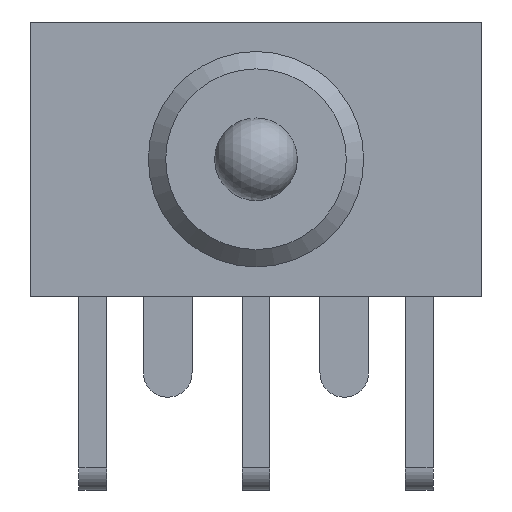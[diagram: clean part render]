
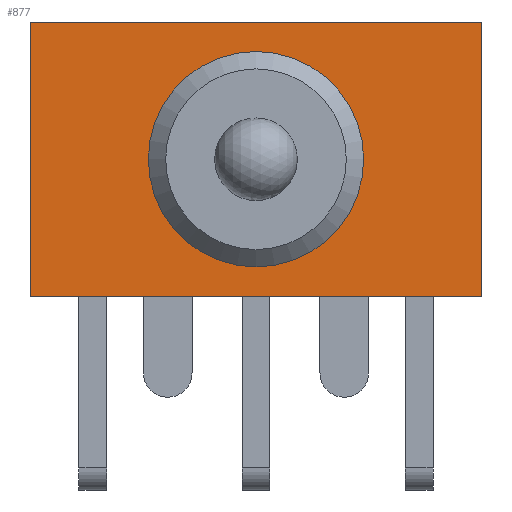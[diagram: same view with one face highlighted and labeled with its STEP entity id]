
A CAD part, front view. The second image highlights one B-rep face of the part: STEP entity #877.
In plain terms, the highlighted planar face has unit normal (0, -1, 0).
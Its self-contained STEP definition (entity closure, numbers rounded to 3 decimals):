
#18=FACE_BOUND('',#133,.T.);
#81=FACE_OUTER_BOUND('',#132,.T.);
#132=EDGE_LOOP('',(#771,#772,#773,#774));
#133=EDGE_LOOP('',(#775));
#219=LINE('',#1464,#308);
#223=LINE('',#1471,#312);
#224=LINE('',#1474,#313);
#225=LINE('',#1475,#314);
#308=VECTOR('',#1209,10.);
#312=VECTOR('',#1215,10.);
#313=VECTOR('',#1218,10.);
#314=VECTOR('',#1219,10.);
#346=CIRCLE('',#954,3.1);
#409=VERTEX_POINT('',#1403);
#428=VERTEX_POINT('',#1461);
#429=VERTEX_POINT('',#1463);
#431=VERTEX_POINT('',#1469);
#432=VERTEX_POINT('',#1473);
#519=EDGE_CURVE('',#409,#409,#346,.T.);
#546=EDGE_CURVE('',#428,#429,#219,.T.);
#550=EDGE_CURVE('',#428,#431,#223,.T.);
#551=EDGE_CURVE('',#432,#431,#224,.T.);
#552=EDGE_CURVE('',#429,#432,#225,.T.);
#771=ORIENTED_EDGE('',*,*,#550,.T.);
#772=ORIENTED_EDGE('',*,*,#551,.F.);
#773=ORIENTED_EDGE('',*,*,#552,.F.);
#774=ORIENTED_EDGE('',*,*,#546,.F.);
#775=ORIENTED_EDGE('',*,*,#519,.T.);
#829=PLANE('',#972);
#877=ADVANCED_FACE('',(#81,#18),#829,.T.);
#954=AXIS2_PLACEMENT_3D('',#1405,#1153,#1154);
#972=AXIS2_PLACEMENT_3D('',#1472,#1216,#1217);
#1153=DIRECTION('center_axis',(0.,1.,0.));
#1154=DIRECTION('ref_axis',(1.,0.,0.));
#1209=DIRECTION('',(0.,0.,1.));
#1215=DIRECTION('',(1.,0.,0.));
#1216=DIRECTION('center_axis',(0.,-1.,0.));
#1217=DIRECTION('ref_axis',(0.,0.,-1.));
#1218=DIRECTION('',(0.,0.,-1.));
#1219=DIRECTION('',(1.,0.,0.));
#1403=CARTESIAN_POINT('',(-3.1,-1.29,3.95));
#1405=CARTESIAN_POINT('Origin',(0.,-1.29,3.95));
#1461=CARTESIAN_POINT('',(-6.5,-1.29,0.));
#1463=CARTESIAN_POINT('',(-6.5,-1.29,7.9));
#1464=CARTESIAN_POINT('',(-6.5,-1.29,7.9));
#1469=CARTESIAN_POINT('',(6.5,-1.29,0.));
#1471=CARTESIAN_POINT('',(0.,-1.29,0.));
#1472=CARTESIAN_POINT('Origin',(0.,-1.29,7.9));
#1473=CARTESIAN_POINT('',(6.5,-1.29,7.9));
#1474=CARTESIAN_POINT('',(6.5,-1.29,7.9));
#1475=CARTESIAN_POINT('',(0.,-1.29,7.9));
